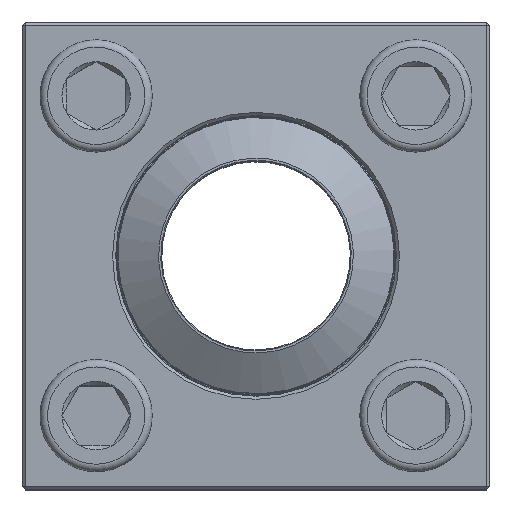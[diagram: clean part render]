
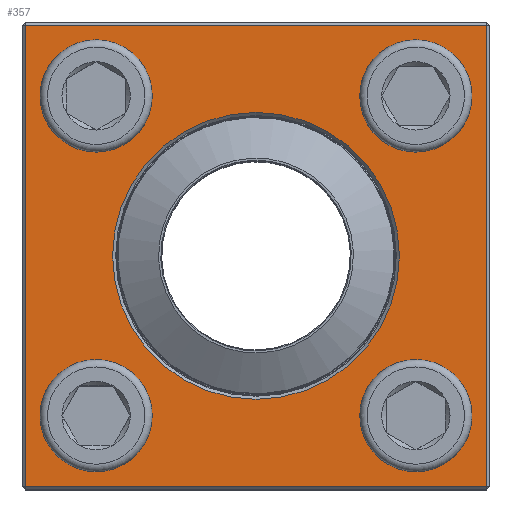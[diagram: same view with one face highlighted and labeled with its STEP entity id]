
A CAD part, top view. The second image highlights one B-rep face of the part: STEP entity #357.
In plain terms, the highlighted planar face has unit normal (0, 0, 1).
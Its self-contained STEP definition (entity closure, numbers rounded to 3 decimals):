
#191=FACE_BOUND('',#524,.T.);
#192=FACE_BOUND('',#525,.T.);
#193=FACE_BOUND('',#526,.T.);
#194=FACE_BOUND('',#527,.T.);
#195=FACE_BOUND('',#528,.T.);
#196=FACE_BOUND('',#529,.T.);
#296=CIRCLE('',#1244,46.);
#297=CIRCLE('',#1245,13.);
#298=CIRCLE('',#1246,13.);
#299=CIRCLE('',#1247,13.);
#300=CIRCLE('',#1248,13.);
#357=ADVANCED_FACE('',(#191,#192,#193,#194,#195,#196),#444,.F.);
#444=PLANE('',#1249);
#524=EDGE_LOOP('',(#678));
#525=EDGE_LOOP('',(#679,#680,#681,#682));
#526=EDGE_LOOP('',(#683));
#527=EDGE_LOOP('',(#684));
#528=EDGE_LOOP('',(#685));
#529=EDGE_LOOP('',(#686));
#678=ORIENTED_EDGE('',*,*,#1012,.T.);
#679=ORIENTED_EDGE('',*,*,#1013,.T.);
#680=ORIENTED_EDGE('',*,*,#1014,.T.);
#681=ORIENTED_EDGE('',*,*,#1015,.T.);
#682=ORIENTED_EDGE('',*,*,#1016,.T.);
#683=ORIENTED_EDGE('',*,*,#1017,.T.);
#684=ORIENTED_EDGE('',*,*,#1018,.T.);
#685=ORIENTED_EDGE('',*,*,#1019,.T.);
#686=ORIENTED_EDGE('',*,*,#1020,.T.);
#924=VERTEX_POINT('',#1793);
#925=VERTEX_POINT('',#1795);
#926=VERTEX_POINT('',#1796);
#927=VERTEX_POINT('',#1798);
#928=VERTEX_POINT('',#1800);
#929=VERTEX_POINT('',#1803);
#930=VERTEX_POINT('',#1805);
#931=VERTEX_POINT('',#1807);
#932=VERTEX_POINT('',#1809);
#1012=EDGE_CURVE('',#924,#924,#296,.T.);
#1013=EDGE_CURVE('',#925,#926,#1135,.T.);
#1014=EDGE_CURVE('',#926,#927,#1136,.T.);
#1015=EDGE_CURVE('',#927,#928,#1137,.T.);
#1016=EDGE_CURVE('',#928,#925,#1138,.T.);
#1017=EDGE_CURVE('',#929,#929,#297,.T.);
#1018=EDGE_CURVE('',#930,#930,#298,.T.);
#1019=EDGE_CURVE('',#931,#931,#299,.T.);
#1020=EDGE_CURVE('',#932,#932,#300,.T.);
#1135=LINE('',#1794,#1195);
#1136=LINE('',#1797,#1196);
#1137=LINE('',#1799,#1197);
#1138=LINE('',#1801,#1198);
#1195=VECTOR('',#1419,1.);
#1196=VECTOR('',#1420,1.);
#1197=VECTOR('',#1421,1.);
#1198=VECTOR('',#1422,1.);
#1244=AXIS2_PLACEMENT_3D('',#1792,#1417,#1418);
#1245=AXIS2_PLACEMENT_3D('',#1802,#1423,#1424);
#1246=AXIS2_PLACEMENT_3D('',#1804,#1425,#1426);
#1247=AXIS2_PLACEMENT_3D('',#1806,#1427,#1428);
#1248=AXIS2_PLACEMENT_3D('',#1808,#1429,#1430);
#1249=AXIS2_PLACEMENT_3D('',#1810,#1431,#1432);
#1417=DIRECTION('',(0.,0.,-1.));
#1418=DIRECTION('',(-1.,0.,0.));
#1419=DIRECTION('',(-1.,0.,0.));
#1420=DIRECTION('',(0.,-1.,0.));
#1421=DIRECTION('',(1.,0.,0.));
#1422=DIRECTION('',(0.,1.,0.));
#1423=DIRECTION('',(0.,0.,-1.));
#1424=DIRECTION('',(-1.,0.,0.));
#1425=DIRECTION('',(0.,0.,-1.));
#1426=DIRECTION('',(-1.,0.,0.));
#1427=DIRECTION('',(0.,0.,-1.));
#1428=DIRECTION('',(-1.,0.,0.));
#1429=DIRECTION('',(0.,0.,-1.));
#1430=DIRECTION('',(-1.,0.,0.));
#1431=DIRECTION('',(0.,0.,-1.));
#1432=DIRECTION('',(-1.,0.,0.));
#1792=CARTESIAN_POINT('',(0.,0.,48.));
#1793=CARTESIAN_POINT('',(-46.,0.,48.));
#1794=CARTESIAN_POINT('',(-75.,74.,48.));
#1795=CARTESIAN_POINT('',(74.,74.,48.));
#1796=CARTESIAN_POINT('',(-74.,74.,48.));
#1797=CARTESIAN_POINT('',(-74.,-75.,48.));
#1798=CARTESIAN_POINT('',(-74.,-74.,48.));
#1799=CARTESIAN_POINT('',(75.,-74.,48.));
#1800=CARTESIAN_POINT('',(74.,-74.,48.));
#1801=CARTESIAN_POINT('',(74.,75.,48.));
#1802=CARTESIAN_POINT('',(-51.265,-51.265,48.));
#1803=CARTESIAN_POINT('',(-64.265,-51.265,48.));
#1804=CARTESIAN_POINT('',(-51.265,51.265,48.));
#1805=CARTESIAN_POINT('',(-64.265,51.265,48.));
#1806=CARTESIAN_POINT('',(51.265,51.265,48.));
#1807=CARTESIAN_POINT('',(38.265,51.265,48.));
#1808=CARTESIAN_POINT('',(51.265,-51.265,48.));
#1809=CARTESIAN_POINT('',(38.265,-51.265,48.));
#1810=CARTESIAN_POINT('',(0.,0.,48.));
